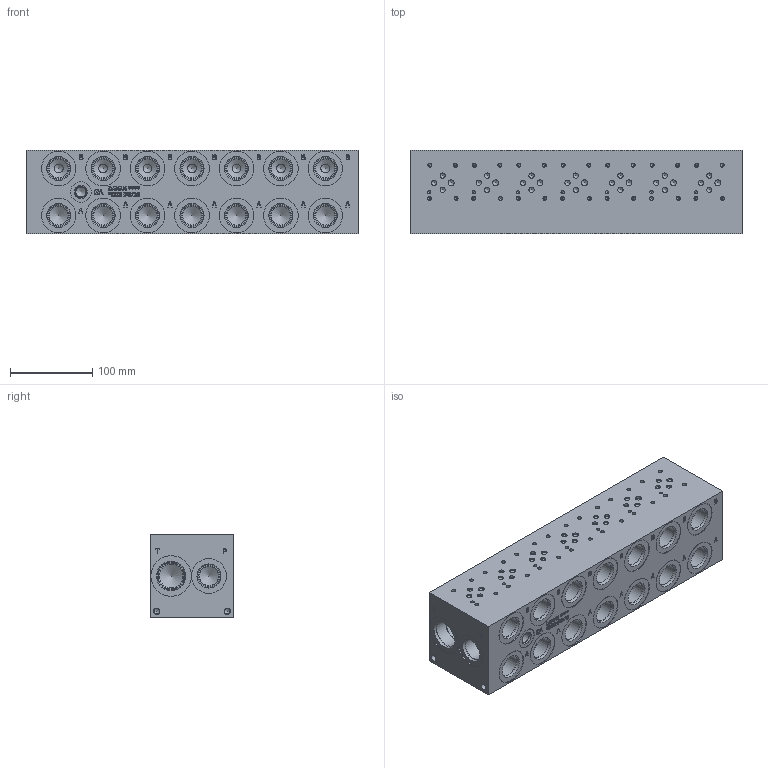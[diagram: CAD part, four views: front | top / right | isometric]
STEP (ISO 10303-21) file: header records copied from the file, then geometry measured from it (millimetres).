
FILE_DESCRIPTION(/* description */ (''),/* implementation_level */ '2;1');
FILE_NAME(/* name */ '_D03HP072S.stp',/* time_stamp */ '2020-05-05T12:30:05-04:00',/* author */ ('devonn'),/* organization */ (''),/* preprocessor_version */ 'ST-DEVELOPER v17',/* originating_system */ 'Autodesk Inventor 2019',/* authorisation */ '');
FILE_SCHEMA (('AUTOMOTIVE_DESIGN { 1 0 10303 214 3 1 1 }'));
Length unit declared in the file: millimetre
Products named in the file (1): Part_AD03HP072S_3D
Bounding box: 403.23 x 101.6 x 101.6 mm (x, y, z)
Volume: 3801286.2 mm3; surface area: 244978.3 mm2
Topology: 1 solids, 1 shells, 1111 faces, 3036 edges, 2067 vertices
Faces by surface type: plane 535, bspline 222, cylinder 202, cone 152
Full cylindrical faces by diameter (mm): 3.785 x28, 3.962 x7, 4.826 x28, 6.35 x21, 6.528 x4, 7.137 x7, 7.925 x4, 10.719 x7, 12.294 x1, 12.9 x1, 14.275 x1, 14.529 x1, 23.012 x16, 24.917 x16, 25.019 x1, 26.99 x2, 27 x14, 27.432 x16, 28.575 x2, 31.267 x2, 33.34 x1, 33.35 x1, 33.757 x2, 35.509 x1, 42.037 x16, 49.124 x2
Entity records: 36905 total; most frequent: CARTESIAN_POINT 9015, ORIENTED_EDGE 5900, DIRECTION 5037, EDGE_CURVE 2950, VERTEX_POINT 2067, LINE 1755, VECTOR 1755, AXIS2_PLACEMENT_3D 1641
